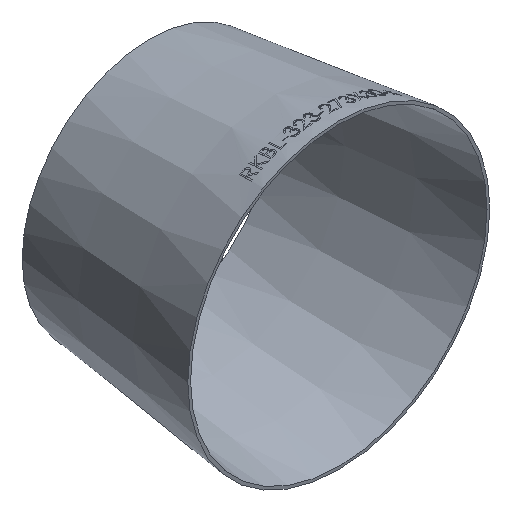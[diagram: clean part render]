
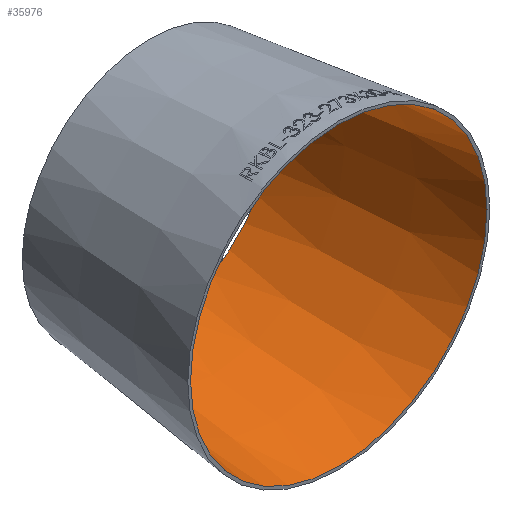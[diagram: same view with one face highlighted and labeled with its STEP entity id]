
A CAD part, isometric view. The second image highlights one B-rep face of the part: STEP entity #35976.
In plain terms, the highlighted conical face has half-angle 7.146 degrees and reference radius 158.927 mm.
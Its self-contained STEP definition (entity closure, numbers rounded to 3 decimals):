
#3652 = DIRECTION ( 'NONE',  ( 0., -1., 0. ) ) ;
#8062 = CARTESIAN_POINT ( 'NONE',  ( 0., 0., 0. ) ) ;
#11053 = CARTESIAN_POINT ( 'NONE',  ( 0., 203., 0. ) ) ;
#11734 = EDGE_CURVE ( 'NONE', #38477, #38477, #17166, .T. ) ;
#12290 = AXIS2_PLACEMENT_3D ( 'NONE', #24468, #3652, #18375 ) ;
#12907 = FACE_BOUND ( 'NONE', #29946, .T. ) ;
#14253 = EDGE_CURVE ( 'NONE', #38668, #38668, #19680, .T. ) ;
#15542 = FACE_OUTER_BOUND ( 'NONE', #26212, .T. ) ;
#17166 = CIRCLE ( 'NONE', #24954, 158.927 ) ;
#18375 = DIRECTION ( 'NONE',  ( 0., 0., -1. ) ) ;
#19680 = CIRCLE ( 'NONE', #31943, 133.477 ) ;
#21667 = ORIENTED_EDGE ( 'NONE', *, *, #14253, .F. ) ;
#23103 = CARTESIAN_POINT ( 'NONE',  ( 0., 0., -158.927 ) ) ;
#23802 = DIRECTION ( 'NONE',  ( 0., -1., 0. ) ) ;
#24468 = CARTESIAN_POINT ( 'NONE',  ( 0., 0., 0. ) ) ;
#24954 = AXIS2_PLACEMENT_3D ( 'NONE', #8062, #23802, #38382 ) ;
#25245 = CONICAL_SURFACE ( 'NONE', #12290, 158.927, 0.125 ) ;
#26212 = EDGE_LOOP ( 'NONE', ( #37922 ) ) ;
#26266 = DIRECTION ( 'NONE',  ( 0., -1., 0. ) ) ;
#29946 = EDGE_LOOP ( 'NONE', ( #21667 ) ) ;
#31943 = AXIS2_PLACEMENT_3D ( 'NONE', #11053, #26266, #39174 ) ;
#32797 = CARTESIAN_POINT ( 'NONE',  ( 0., 203., -133.477 ) ) ;
#35976 = ADVANCED_FACE ( 'NONE', ( #12907, #15542 ), #25245, .F. ) ;
#37922 = ORIENTED_EDGE ( 'NONE', *, *, #11734, .T. ) ;
#38382 = DIRECTION ( 'NONE',  ( 0., 0., -1. ) ) ;
#38477 = VERTEX_POINT ( 'NONE', #23103 ) ;
#38668 = VERTEX_POINT ( 'NONE', #32797 ) ;
#39174 = DIRECTION ( 'NONE',  ( 0., 0., -1. ) ) ;
